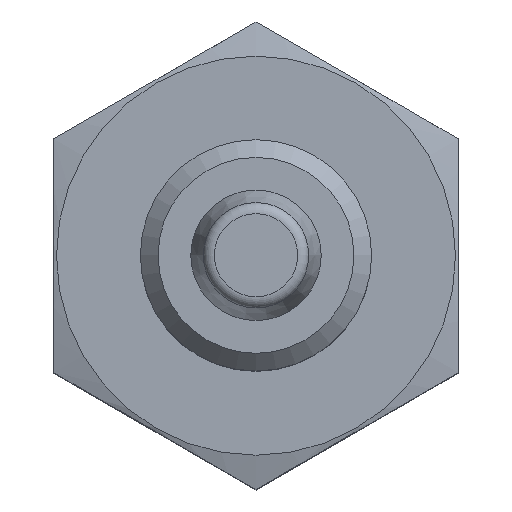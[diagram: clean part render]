
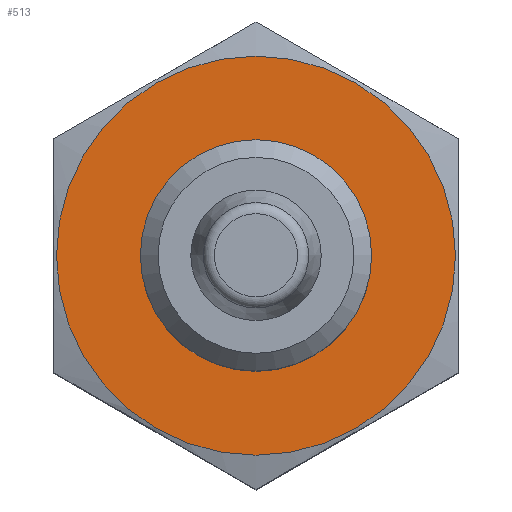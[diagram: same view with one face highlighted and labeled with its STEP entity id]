
A CAD part, top view. The second image highlights one B-rep face of the part: STEP entity #513.
In plain terms, the highlighted face is planar.
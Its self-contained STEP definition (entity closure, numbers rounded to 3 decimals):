
#73=CIRCLE('',#590,2.);
#74=CIRCLE('',#591,3.45);
#184=ORIENTED_EDGE('',*,*,#256,.F.);
#185=ORIENTED_EDGE('',*,*,#257,.T.);
#256=EDGE_CURVE('',#300,#300,#73,.T.);
#257=EDGE_CURVE('',#301,#301,#74,.T.);
#300=VERTEX_POINT('',#914);
#301=VERTEX_POINT('',#916);
#402=EDGE_LOOP('',(#184));
#403=EDGE_LOOP('',(#185));
#451=FACE_BOUND('',#402,.T.);
#452=FACE_BOUND('',#403,.T.);
#483=PLANE('',#589);
#513=ADVANCED_FACE('',(#451,#452),#483,.F.);
#589=AXIS2_PLACEMENT_3D('',#912,#722,#723);
#590=AXIS2_PLACEMENT_3D('',#913,#724,#725);
#591=AXIS2_PLACEMENT_3D('',#915,#726,#727);
#722=DIRECTION('',(0.,1.,0.));
#723=DIRECTION('',(0.,0.,1.));
#724=DIRECTION('',(0.,-1.,0.));
#725=DIRECTION('',(0.,0.,-1.));
#726=DIRECTION('',(0.,-1.,0.));
#727=DIRECTION('',(0.,0.,-1.));
#912=CARTESIAN_POINT('',(3.45,-2.2,0.));
#913=CARTESIAN_POINT('',(0.,-2.2,0.));
#914=CARTESIAN_POINT('',(0.,-2.2,-2.));
#915=CARTESIAN_POINT('',(0.,-2.2,0.));
#916=CARTESIAN_POINT('',(0.,-2.2,-3.45));
